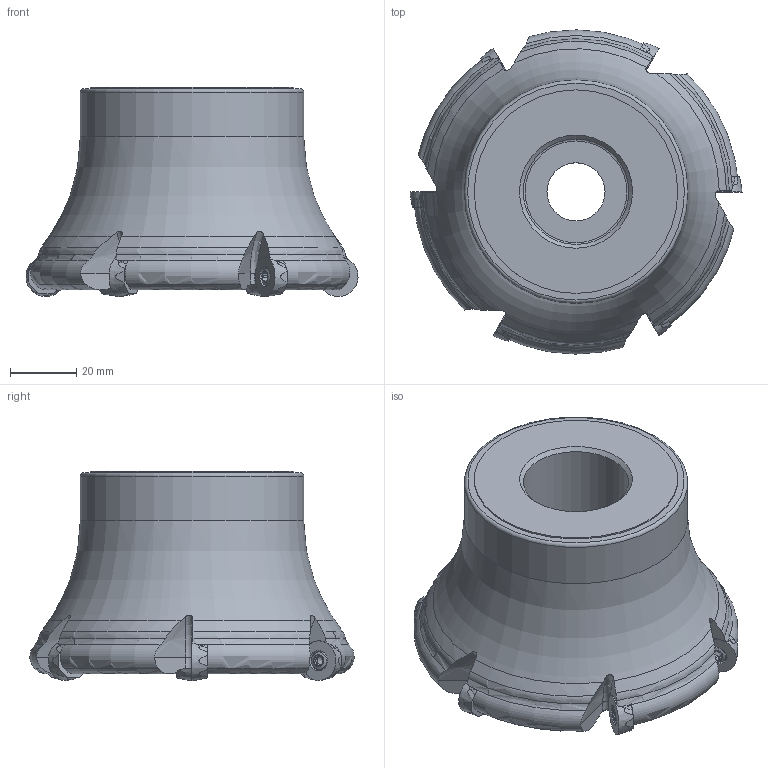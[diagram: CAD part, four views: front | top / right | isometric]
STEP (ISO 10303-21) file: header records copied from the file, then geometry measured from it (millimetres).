
FILE_DESCRIPTION(/* description */ (''),/* implementation_level */ '2;1');
FILE_NAME(/* name */ '1542955526990.stp',/* time_stamp */ '2018-11-23T12:15:53+06:00',/* author */ (''),/* organization */ ('SMS'),/* preprocessor_version */ 'ST-DEVELOPER v15',/* originating_system */ 'SIEMENS PLM Software NX 8.5',/* authorisation */ '');
FILE_SCHEMA (('AUTOMOTIVE_DESIGN { 1 0 10303 214 3 1 1 1 }'));
Length unit declared in the file: millimetre
Products named in the file (4): ASSEMBLY_CONSTRUCTION; 201852526mod000_00; 201898833mod000_00; 201898859mod000_00
Assembly tree (8 placements, depth 2):
  201898859mod000_00
    201898833mod000_00
    201852526mod000_00  x6
    ASSEMBLY_CONSTRUCTION
Bounding box: 99.99 x 97.67 x 63.01 mm (x, y, z)
Volume: 209405.2 mm3; surface area: 35079.8 mm2
Topology: 7 solids, 7 shells, 472 faces, 1229 edges, 803 vertices
Faces by surface type: plane 202, cone 94, extrusion 72, torus 62, cylinder 36, sphere 6
Full cylindrical faces by diameter (mm): 3.5 x6, 4 x6, 5.25 x6, 17.5 x1, 31.762 x1, 32.25 x1, 46 x1, 61.3 x1, 67.3 x1
Entity records: 16047 total; most frequent: CARTESIAN_POINT 6450, ORIENTED_EDGE 1936, DIRECTION 1888, EDGE_CURVE 968, AXIS2_PLACEMENT_3D 784, VERTEX_POINT 648, EDGE_LOOP 478, ADVANCED_FACE 402
